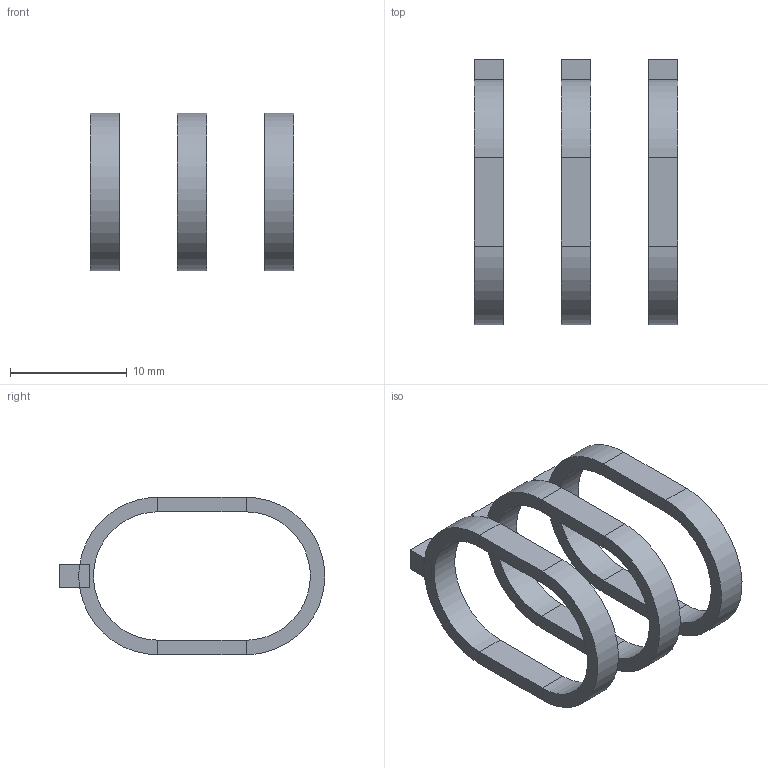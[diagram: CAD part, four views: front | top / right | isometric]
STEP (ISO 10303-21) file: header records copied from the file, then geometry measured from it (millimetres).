
FILE_DESCRIPTION(('FreeCAD Model'),'2;1');
FILE_NAME('Open CASCADE Shape Model','2024-04-24T17:25:10',('Author'),( ''),'Open CASCADE STEP processor 7.6','FreeCAD','Unknown');
FILE_SCHEMA(('AUTOMOTIVE_DESIGN { 1 0 10303 214 1 1 1 1 }'));
Length unit declared in the file: millimetre
Products named in the file (16): Unnamed; Open CASCADE STEP translator 7.6 003; Open CASCADE STEP translator 7.6 1.009; Open CASCADE STEP translator 7.6 1.010; Open CASCADE STEP translator 7.6 1.011; Open CASCADE STEP translator 7.6 1.012; Open CASCADE STEP translator 7.6 1; Open CASCADE STEP translator 7.6 1.1; Open CASCADE STEP translator 7.6 1.2; Open CASCADE STEP translator 7.6 1.3; Open CASCADE STEP translator 7.6 1.4; Open CASCADE STEP translator 7.6 002; Open CASCADE STEP translator 7.6 1.005; Open CASCADE STEP translator 7.6 1.006; Open CASCADE STEP translator 7.6 1.007; Open CASCADE STEP translator 7.6 1.008
Assembly tree (15 placements, depth 3):
  Unnamed
    Open CASCADE STEP translator 7.6 003
      Open CASCADE STEP translator 7.6 1.009
      Open CASCADE STEP translator 7.6 1.010
      Open CASCADE STEP translator 7.6 1.011
      Open CASCADE STEP translator 7.6 1.012
    Open CASCADE STEP translator 7.6 1
      Open CASCADE STEP translator 7.6 1.1
      Open CASCADE STEP translator 7.6 1.2
      Open CASCADE STEP translator 7.6 1.3
      Open CASCADE STEP translator 7.6 1.4
    Open CASCADE STEP translator 7.6 002
      Open CASCADE STEP translator 7.6 1.005
      Open CASCADE STEP translator 7.6 1.006
      Open CASCADE STEP translator 7.6 1.007
      Open CASCADE STEP translator 7.6 1.008
Bounding box: 17.5 x 22.78 x 13.5 mm (x, y, z)
Volume: 529.2 mm3; surface area: 1330.4 mm2
Topology: 12 solids, 12 shells, 96 faces, 204 edges, 132 vertices
Faces by surface type: bspline 96
Entity records: 2997 total; most frequent: CARTESIAN_POINT 1300, ORIENTED_EDGE 408, EDGE_CURVE 204, B_SPLINE_CURVE_WITH_KNOTS 168, VERTEX_POINT 132, ADVANCED_FACE 96, FACE_BOUND 96, EDGE_LOOP 96
